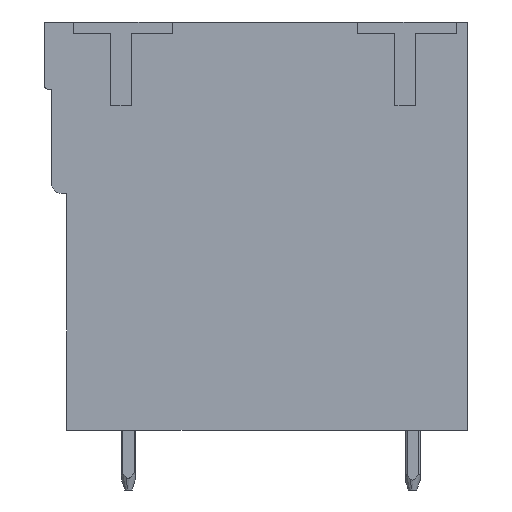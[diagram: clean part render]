
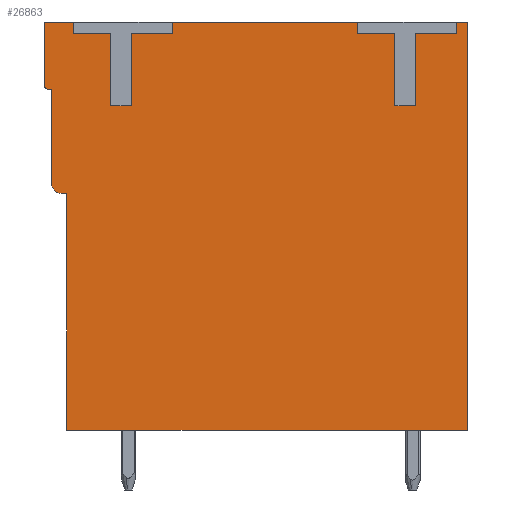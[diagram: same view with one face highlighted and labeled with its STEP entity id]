
A CAD part, left-side view. The second image highlights one B-rep face of the part: STEP entity #26863.
In plain terms, the highlighted planar face has unit normal (-1, 0, 0).
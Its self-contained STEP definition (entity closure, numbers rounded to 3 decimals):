
#24651=AXIS2_PLACEMENT_3D('Circle Axis2P3D',#24649,#24650,$) ;
#24723=AXIS2_PLACEMENT_3D('Circle Axis2P3D',#24721,#24722,$) ;
#26821=AXIS2_PLACEMENT_3D('Plane Axis2P3D',#26818,#26819,#26820) ;
#458=CARTESIAN_POINT('Vertex',(0.3,21.5,3.2)) ;
#461=CARTESIAN_POINT('Line Origine',(0.3,21.5,9.55)) ;
#465=CARTESIAN_POINT('Vertex',(0.3,21.5,15.9)) ;
#22557=CARTESIAN_POINT('Vertex',(0.3,5.9,25.1)) ;
#22560=CARTESIAN_POINT('Line Origine',(0.3,5.9,24.8)) ;
#22564=CARTESIAN_POINT('Vertex',(0.3,5.9,24.5)) ;
#22579=CARTESIAN_POINT('Line Origine',(0.3,4.9,24.5)) ;
#22583=CARTESIAN_POINT('Vertex',(0.3,3.9,24.5)) ;
#22598=CARTESIAN_POINT('Line Origine',(0.3,3.9,22.55)) ;
#22602=CARTESIAN_POINT('Vertex',(0.3,3.9,20.6)) ;
#22617=CARTESIAN_POINT('Line Origine',(0.3,3.35,20.6)) ;
#22621=CARTESIAN_POINT('Vertex',(0.3,2.8,20.6)) ;
#22636=CARTESIAN_POINT('Line Origine',(0.3,2.8,22.55)) ;
#22640=CARTESIAN_POINT('Vertex',(0.3,2.8,24.5)) ;
#22655=CARTESIAN_POINT('Line Origine',(0.3,1.7,24.5)) ;
#22659=CARTESIAN_POINT('Vertex',(0.3,0.6,24.5)) ;
#22674=CARTESIAN_POINT('Line Origine',(0.3,0.6,24.8)) ;
#22678=CARTESIAN_POINT('Vertex',(0.3,0.6,25.1)) ;
#22697=CARTESIAN_POINT('Vertex',(0.3,21.14,25.1)) ;
#22700=CARTESIAN_POINT('Line Origine',(0.3,21.14,24.8)) ;
#22704=CARTESIAN_POINT('Vertex',(0.3,21.14,24.5)) ;
#22719=CARTESIAN_POINT('Line Origine',(0.3,20.14,24.5)) ;
#22723=CARTESIAN_POINT('Vertex',(0.3,19.14,24.5)) ;
#22738=CARTESIAN_POINT('Line Origine',(0.3,19.14,22.55)) ;
#22742=CARTESIAN_POINT('Vertex',(0.3,19.14,20.6)) ;
#22757=CARTESIAN_POINT('Line Origine',(0.3,18.59,20.6)) ;
#22761=CARTESIAN_POINT('Vertex',(0.3,18.04,20.6)) ;
#22776=CARTESIAN_POINT('Line Origine',(0.3,18.04,22.55)) ;
#22780=CARTESIAN_POINT('Vertex',(0.3,18.04,24.5)) ;
#22795=CARTESIAN_POINT('Line Origine',(0.3,16.94,24.5)) ;
#22799=CARTESIAN_POINT('Vertex',(0.3,15.84,24.5)) ;
#22814=CARTESIAN_POINT('Line Origine',(0.3,15.84,24.8)) ;
#22818=CARTESIAN_POINT('Vertex',(0.3,15.84,25.1)) ;
#24625=CARTESIAN_POINT('Line Origine',(0.3,21.65,15.9)) ;
#24629=CARTESIAN_POINT('Vertex',(0.3,21.8,15.9)) ;
#24649=CARTESIAN_POINT('Axis2P3D Location',(0.3,21.8,16.4)) ;
#24653=CARTESIAN_POINT('Vertex',(0.3,22.3,16.4)) ;
#24673=CARTESIAN_POINT('Line Origine',(0.3,22.3,18.95)) ;
#24677=CARTESIAN_POINT('Vertex',(0.3,22.3,21.5)) ;
#24697=CARTESIAN_POINT('Line Origine',(0.3,22.4,21.5)) ;
#24701=CARTESIAN_POINT('Vertex',(0.3,22.5,21.5)) ;
#24721=CARTESIAN_POINT('Axis2P3D Location',(0.3,22.5,21.7)) ;
#24725=CARTESIAN_POINT('Vertex',(0.3,22.7,21.7)) ;
#24745=CARTESIAN_POINT('Line Origine',(0.3,22.7,23.4)) ;
#24749=CARTESIAN_POINT('Vertex',(0.3,22.7,25.1)) ;
#24769=CARTESIAN_POINT('Line Origine',(0.3,10.87,25.1)) ;
#24774=CARTESIAN_POINT('Line Origine',(0.3,0.3,25.1)) ;
#24778=CARTESIAN_POINT('Vertex',(0.3,0.,25.1)) ;
#24786=CARTESIAN_POINT('Line Origine',(0.3,21.92,25.1)) ;
#26818=CARTESIAN_POINT('Axis2P3D Location',(0.3,0.,0.)) ;
#26823=CARTESIAN_POINT('Line Origine',(0.3,10.75,3.2)) ;
#26827=CARTESIAN_POINT('Vertex',(0.3,0.,3.2)) ;
#26830=CARTESIAN_POINT('Line Origine',(0.3,0.,14.15)) ;
#462=DIRECTION('Vector Direction',(0.,0.,1.)) ;
#22561=DIRECTION('Vector Direction',(0.,0.,1.)) ;
#22580=DIRECTION('Vector Direction',(0.,1.,0.)) ;
#22599=DIRECTION('Vector Direction',(0.,0.,1.)) ;
#22618=DIRECTION('Vector Direction',(0.,1.,0.)) ;
#22637=DIRECTION('Vector Direction',(0.,0.,-1.)) ;
#22656=DIRECTION('Vector Direction',(0.,1.,0.)) ;
#22675=DIRECTION('Vector Direction',(0.,0.,-1.)) ;
#22701=DIRECTION('Vector Direction',(0.,0.,1.)) ;
#22720=DIRECTION('Vector Direction',(0.,1.,0.)) ;
#22739=DIRECTION('Vector Direction',(0.,0.,1.)) ;
#22758=DIRECTION('Vector Direction',(0.,1.,0.)) ;
#22777=DIRECTION('Vector Direction',(0.,0.,-1.)) ;
#22796=DIRECTION('Vector Direction',(0.,1.,0.)) ;
#22815=DIRECTION('Vector Direction',(0.,0.,-1.)) ;
#24626=DIRECTION('Vector Direction',(0.,1.,0.)) ;
#24650=DIRECTION('Axis2P3D Direction',(-1.,0.,0.)) ;
#24674=DIRECTION('Vector Direction',(0.,0.,1.)) ;
#24698=DIRECTION('Vector Direction',(0.,1.,0.)) ;
#24722=DIRECTION('Axis2P3D Direction',(-1.,0.,0.)) ;
#24746=DIRECTION('Vector Direction',(0.,0.,1.)) ;
#24770=DIRECTION('Vector Direction',(0.,-1.,0.)) ;
#24775=DIRECTION('Vector Direction',(0.,-1.,0.)) ;
#24787=DIRECTION('Vector Direction',(0.,-1.,0.)) ;
#26819=DIRECTION('Axis2P3D Direction',(-1.,0.,0.)) ;
#26820=DIRECTION('Axis2P3D XDirection',(0.,0.,1.)) ;
#26824=DIRECTION('Vector Direction',(0.,1.,0.)) ;
#26831=DIRECTION('Vector Direction',(0.,0.,-1.)) ;
#463=VECTOR('Line Direction',#462,1.) ;
#22562=VECTOR('Line Direction',#22561,1.) ;
#22581=VECTOR('Line Direction',#22580,1.) ;
#22600=VECTOR('Line Direction',#22599,1.) ;
#22619=VECTOR('Line Direction',#22618,1.) ;
#22638=VECTOR('Line Direction',#22637,1.) ;
#22657=VECTOR('Line Direction',#22656,1.) ;
#22676=VECTOR('Line Direction',#22675,1.) ;
#22702=VECTOR('Line Direction',#22701,1.) ;
#22721=VECTOR('Line Direction',#22720,1.) ;
#22740=VECTOR('Line Direction',#22739,1.) ;
#22759=VECTOR('Line Direction',#22758,1.) ;
#22778=VECTOR('Line Direction',#22777,1.) ;
#22797=VECTOR('Line Direction',#22796,1.) ;
#22816=VECTOR('Line Direction',#22815,1.) ;
#24627=VECTOR('Line Direction',#24626,1.) ;
#24675=VECTOR('Line Direction',#24674,1.) ;
#24699=VECTOR('Line Direction',#24698,1.) ;
#24747=VECTOR('Line Direction',#24746,1.) ;
#24771=VECTOR('Line Direction',#24770,1.) ;
#24776=VECTOR('Line Direction',#24775,1.) ;
#24788=VECTOR('Line Direction',#24787,1.) ;
#26825=VECTOR('Line Direction',#26824,1.) ;
#26832=VECTOR('Line Direction',#26831,1.) ;
#26836=ORIENTED_EDGE('',*,*,#24773,.T.) ;
#26837=ORIENTED_EDGE('',*,*,#22820,.F.) ;
#26838=ORIENTED_EDGE('',*,*,#22801,.F.) ;
#26839=ORIENTED_EDGE('',*,*,#22782,.F.) ;
#26840=ORIENTED_EDGE('',*,*,#22763,.F.) ;
#26841=ORIENTED_EDGE('',*,*,#22744,.F.) ;
#26842=ORIENTED_EDGE('',*,*,#22725,.F.) ;
#26843=ORIENTED_EDGE('',*,*,#22706,.F.) ;
#26844=ORIENTED_EDGE('',*,*,#24790,.T.) ;
#26845=ORIENTED_EDGE('',*,*,#24751,.T.) ;
#26846=ORIENTED_EDGE('',*,*,#24727,.T.) ;
#26847=ORIENTED_EDGE('',*,*,#24703,.T.) ;
#26848=ORIENTED_EDGE('',*,*,#24679,.T.) ;
#26849=ORIENTED_EDGE('',*,*,#24655,.T.) ;
#26850=ORIENTED_EDGE('',*,*,#24631,.T.) ;
#26851=ORIENTED_EDGE('',*,*,#467,.T.) ;
#26852=ORIENTED_EDGE('',*,*,#26829,.T.) ;
#26853=ORIENTED_EDGE('',*,*,#26834,.T.) ;
#26854=ORIENTED_EDGE('',*,*,#24780,.T.) ;
#26855=ORIENTED_EDGE('',*,*,#22680,.F.) ;
#26856=ORIENTED_EDGE('',*,*,#22661,.F.) ;
#26857=ORIENTED_EDGE('',*,*,#22642,.F.) ;
#26858=ORIENTED_EDGE('',*,*,#22623,.F.) ;
#26859=ORIENTED_EDGE('',*,*,#22604,.F.) ;
#26860=ORIENTED_EDGE('',*,*,#22585,.F.) ;
#26861=ORIENTED_EDGE('',*,*,#22566,.F.) ;
#26863=ADVANCED_FACE('HOUSING',(#26862),#26822,.T.) ;
#24652=CIRCLE('generated circle',#24651,0.5) ;
#24724=CIRCLE('generated circle',#24723,0.2) ;
#467=EDGE_CURVE('',#466,#459,#464,.F.) ;
#22566=EDGE_CURVE('',#22558,#22565,#22563,.F.) ;
#22585=EDGE_CURVE('',#22565,#22584,#22582,.F.) ;
#22604=EDGE_CURVE('',#22584,#22603,#22601,.F.) ;
#22623=EDGE_CURVE('',#22603,#22622,#22620,.F.) ;
#22642=EDGE_CURVE('',#22622,#22641,#22639,.F.) ;
#22661=EDGE_CURVE('',#22641,#22660,#22658,.F.) ;
#22680=EDGE_CURVE('',#22660,#22679,#22677,.F.) ;
#22706=EDGE_CURVE('',#22698,#22705,#22703,.F.) ;
#22725=EDGE_CURVE('',#22705,#22724,#22722,.F.) ;
#22744=EDGE_CURVE('',#22724,#22743,#22741,.F.) ;
#22763=EDGE_CURVE('',#22743,#22762,#22760,.F.) ;
#22782=EDGE_CURVE('',#22762,#22781,#22779,.F.) ;
#22801=EDGE_CURVE('',#22781,#22800,#22798,.F.) ;
#22820=EDGE_CURVE('',#22800,#22819,#22817,.F.) ;
#24631=EDGE_CURVE('',#24630,#466,#24628,.F.) ;
#24655=EDGE_CURVE('',#24654,#24630,#24652,.T.) ;
#24679=EDGE_CURVE('',#24678,#24654,#24676,.F.) ;
#24703=EDGE_CURVE('',#24702,#24678,#24700,.F.) ;
#24727=EDGE_CURVE('',#24726,#24702,#24724,.T.) ;
#24751=EDGE_CURVE('',#24750,#24726,#24748,.F.) ;
#24773=EDGE_CURVE('',#22558,#22819,#24772,.F.) ;
#24780=EDGE_CURVE('',#24779,#22679,#24777,.F.) ;
#24790=EDGE_CURVE('',#22698,#24750,#24789,.F.) ;
#26829=EDGE_CURVE('',#459,#26828,#26826,.F.) ;
#26834=EDGE_CURVE('',#26828,#24779,#26833,.F.) ;
#26835=EDGE_LOOP('',(#26836,#26837,#26838,#26839,#26840,#26841,#26842,#26843,#26844,#26845,#26846,#26847,#26848,#26849,#26850,#26851,#26852,#26853,#26854,#26855,#26856,#26857,#26858,#26859,#26860,#26861)) ;
#26862=FACE_OUTER_BOUND('',#26835,.T.) ;
#464=LINE('Line',#461,#463) ;
#22563=LINE('Line',#22560,#22562) ;
#22582=LINE('Line',#22579,#22581) ;
#22601=LINE('Line',#22598,#22600) ;
#22620=LINE('Line',#22617,#22619) ;
#22639=LINE('Line',#22636,#22638) ;
#22658=LINE('Line',#22655,#22657) ;
#22677=LINE('Line',#22674,#22676) ;
#22703=LINE('Line',#22700,#22702) ;
#22722=LINE('Line',#22719,#22721) ;
#22741=LINE('Line',#22738,#22740) ;
#22760=LINE('Line',#22757,#22759) ;
#22779=LINE('Line',#22776,#22778) ;
#22798=LINE('Line',#22795,#22797) ;
#22817=LINE('Line',#22814,#22816) ;
#24628=LINE('Line',#24625,#24627) ;
#24676=LINE('Line',#24673,#24675) ;
#24700=LINE('Line',#24697,#24699) ;
#24748=LINE('Line',#24745,#24747) ;
#24772=LINE('Line',#24769,#24771) ;
#24777=LINE('Line',#24774,#24776) ;
#24789=LINE('Line',#24786,#24788) ;
#26826=LINE('Line',#26823,#26825) ;
#26833=LINE('Line',#26830,#26832) ;
#26822=PLANE('',#26821) ;
#459=VERTEX_POINT('',#458) ;
#466=VERTEX_POINT('',#465) ;
#22558=VERTEX_POINT('',#22557) ;
#22565=VERTEX_POINT('',#22564) ;
#22584=VERTEX_POINT('',#22583) ;
#22603=VERTEX_POINT('',#22602) ;
#22622=VERTEX_POINT('',#22621) ;
#22641=VERTEX_POINT('',#22640) ;
#22660=VERTEX_POINT('',#22659) ;
#22679=VERTEX_POINT('',#22678) ;
#22698=VERTEX_POINT('',#22697) ;
#22705=VERTEX_POINT('',#22704) ;
#22724=VERTEX_POINT('',#22723) ;
#22743=VERTEX_POINT('',#22742) ;
#22762=VERTEX_POINT('',#22761) ;
#22781=VERTEX_POINT('',#22780) ;
#22800=VERTEX_POINT('',#22799) ;
#22819=VERTEX_POINT('',#22818) ;
#24630=VERTEX_POINT('',#24629) ;
#24654=VERTEX_POINT('',#24653) ;
#24678=VERTEX_POINT('',#24677) ;
#24702=VERTEX_POINT('',#24701) ;
#24726=VERTEX_POINT('',#24725) ;
#24750=VERTEX_POINT('',#24749) ;
#24779=VERTEX_POINT('',#24778) ;
#26828=VERTEX_POINT('',#26827) ;
